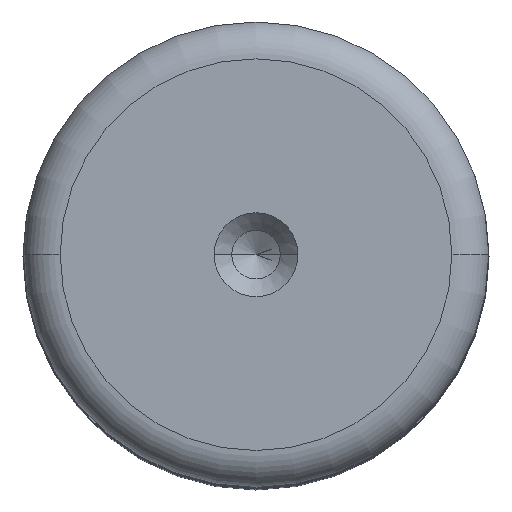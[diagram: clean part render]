
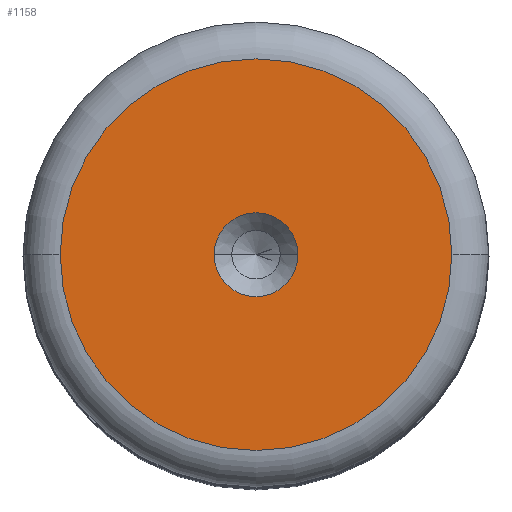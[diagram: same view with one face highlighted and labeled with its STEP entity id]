
A CAD part, top view. The second image highlights one B-rep face of the part: STEP entity #1158.
In plain terms, the highlighted planar face has unit normal (0, 0, 1).
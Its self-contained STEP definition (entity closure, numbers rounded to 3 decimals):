
#13 = CARTESIAN_POINT ( 'NONE',  ( -10.513, 0., 70. ) ) ;
#54 = DIRECTION ( 'NONE',  ( 0., 0., 1. ) ) ;
#102 = VERTEX_POINT ( 'NONE', #13 ) ;
#160 = AXIS2_PLACEMENT_3D ( 'NONE', #811, #2033, #990 ) ;
#168 = CIRCLE ( 'NONE', #160, 10.513 ) ;
#259 = CARTESIAN_POINT ( 'NONE',  ( 10.513, 0., 70. ) ) ;
#279 = DIRECTION ( 'NONE',  ( 1., 0., 0. ) ) ;
#283 = ORIENTED_EDGE ( 'NONE', *, *, #490, .T. ) ;
#302 = DIRECTION ( 'NONE',  ( 0., 0., 1. ) ) ;
#333 = ORIENTED_EDGE ( 'NONE', *, *, #595, .T. ) ;
#361 = VERTEX_POINT ( 'NONE', #400 ) ;
#400 = CARTESIAN_POINT ( 'NONE',  ( 2.25, 0., 70. ) ) ;
#479 = DIRECTION ( 'NONE',  ( 0., 0., 1. ) ) ;
#484 = AXIS2_PLACEMENT_3D ( 'NONE', #1349, #479, #2211 ) ;
#490 = EDGE_CURVE ( 'NONE', #2186, #102, #168, .T. ) ;
#595 = EDGE_CURVE ( 'NONE', #102, #2186, #914, .T. ) ;
#636 = EDGE_LOOP ( 'NONE', ( #283, #333 ) ) ;
#794 = PLANE ( 'NONE',  #1925 ) ;
#811 = CARTESIAN_POINT ( 'NONE',  ( 0., 0., 70. ) ) ;
#860 = FACE_OUTER_BOUND ( 'NONE', #636, .T. ) ;
#914 = CIRCLE ( 'NONE', #1331, 10.513 ) ;
#963 = CARTESIAN_POINT ( 'NONE',  ( 0., 0., 70. ) ) ;
#990 = DIRECTION ( 'NONE',  ( 1., 0., 0. ) ) ;
#1081 = CARTESIAN_POINT ( 'NONE',  ( -2.25, 0., 70. ) ) ;
#1089 = CARTESIAN_POINT ( 'NONE',  ( 0., 0., 70. ) ) ;
#1126 = ORIENTED_EDGE ( 'NONE', *, *, #1250, .F. ) ;
#1158 = ADVANCED_FACE ( 'NONE', ( #1272, #860 ), #794, .T. ) ;
#1220 = CIRCLE ( 'NONE', #484, 2.25 ) ;
#1250 = EDGE_CURVE ( 'NONE', #2151, #361, #1220, .T. ) ;
#1264 = DIRECTION ( 'NONE',  ( 1., 0., 0. ) ) ;
#1272 = FACE_BOUND ( 'NONE', #2075, .T. ) ;
#1304 = CIRCLE ( 'NONE', #1988, 2.25 ) ;
#1324 = DIRECTION ( 'NONE',  ( 0., 0., 1. ) ) ;
#1331 = AXIS2_PLACEMENT_3D ( 'NONE', #1089, #54, #1264 ) ;
#1347 = CARTESIAN_POINT ( 'NONE',  ( 0., 0., 70. ) ) ;
#1349 = CARTESIAN_POINT ( 'NONE',  ( 0., 0., 70. ) ) ;
#1442 = EDGE_CURVE ( 'NONE', #361, #2151, #1304, .T. ) ;
#1519 = DIRECTION ( 'NONE',  ( 1., 0., 0. ) ) ;
#1910 = ORIENTED_EDGE ( 'NONE', *, *, #1442, .F. ) ;
#1925 = AXIS2_PLACEMENT_3D ( 'NONE', #963, #1324, #279 ) ;
#1988 = AXIS2_PLACEMENT_3D ( 'NONE', #1347, #302, #1519 ) ;
#2033 = DIRECTION ( 'NONE',  ( 0., 0., 1. ) ) ;
#2075 = EDGE_LOOP ( 'NONE', ( #1910, #1126 ) ) ;
#2151 = VERTEX_POINT ( 'NONE', #1081 ) ;
#2186 = VERTEX_POINT ( 'NONE', #259 ) ;
#2211 = DIRECTION ( 'NONE',  ( 1., 0., 0. ) ) ;
